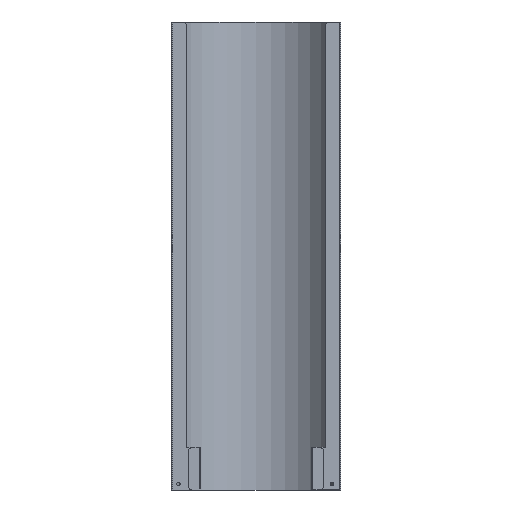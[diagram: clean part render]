
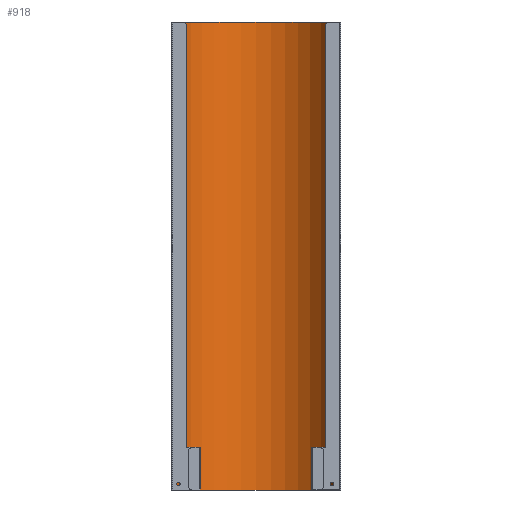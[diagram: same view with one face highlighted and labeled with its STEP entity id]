
A CAD part, front view. The second image highlights one B-rep face of the part: STEP entity #918.
In plain terms, the highlighted cylindrical face has radius 99 mm (diameter 198 mm), a partial arc.
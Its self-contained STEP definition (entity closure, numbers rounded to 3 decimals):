
#112=FACE_OUTER_BOUND('',#176,.T.);
#176=EDGE_LOOP('',(#821,#822,#823,#824));
#252=LINE('',#1500,#342);
#262=LINE('',#1527,#352);
#342=VECTOR('',#1226,550.);
#352=VECTOR('',#1258,550.);
#393=CIRCLE('',#1002,99.);
#394=CIRCLE('',#1008,99.);
#459=VERTEX_POINT('',#1497);
#460=VERTEX_POINT('',#1499);
#465=VERTEX_POINT('',#1520);
#466=VERTEX_POINT('',#1526);
#567=EDGE_CURVE('',#459,#460,#252,.T.);
#578=EDGE_CURVE('',#460,#465,#393,.T.);
#581=EDGE_CURVE('',#466,#465,#262,.T.);
#588=EDGE_CURVE('',#466,#459,#394,.T.);
#821=ORIENTED_EDGE('',*,*,#567,.F.);
#822=ORIENTED_EDGE('',*,*,#588,.F.);
#823=ORIENTED_EDGE('',*,*,#581,.T.);
#824=ORIENTED_EDGE('',*,*,#578,.F.);
#865=CYLINDRICAL_SURFACE('',#1012,99.);
#918=ADVANCED_FACE('',(#112),#865,.F.);
#1002=AXIS2_PLACEMENT_3D('',#1521,#1250,#1251);
#1008=AXIS2_PLACEMENT_3D('',#1540,#1271,#1272);
#1012=AXIS2_PLACEMENT_3D('',#1546,#1280,#1281);
#1226=DIRECTION('',(0.,0.,1.));
#1250=DIRECTION('center_axis',(0.,0.,
-1.));
#1251=DIRECTION('ref_axis',(-1.,0.,0.));
#1258=DIRECTION('',(0.,0.,1.));
#1271=DIRECTION('center_axis',(0.,0.,
1.));
#1272=DIRECTION('ref_axis',(1.,0.,0.));
#1280=DIRECTION('center_axis',(0.,0.,
1.));
#1281=DIRECTION('ref_axis',(1.,0.,0.));
#1497=CARTESIAN_POINT('',(-99.,74.5,0.));
#1499=CARTESIAN_POINT('',(-99.,74.5,550.));
#1500=CARTESIAN_POINT('',(-99.,74.5,275.));
#1520=CARTESIAN_POINT('',(99.,74.5,550.));
#1521=CARTESIAN_POINT('Origin',(0.,74.5,550.));
#1526=CARTESIAN_POINT('',(99.,74.5,0.));
#1527=CARTESIAN_POINT('',(99.,74.5,275.));
#1540=CARTESIAN_POINT('Origin',(0.,74.5,0.));
#1546=CARTESIAN_POINT('Origin',(0.,74.5,275.));
